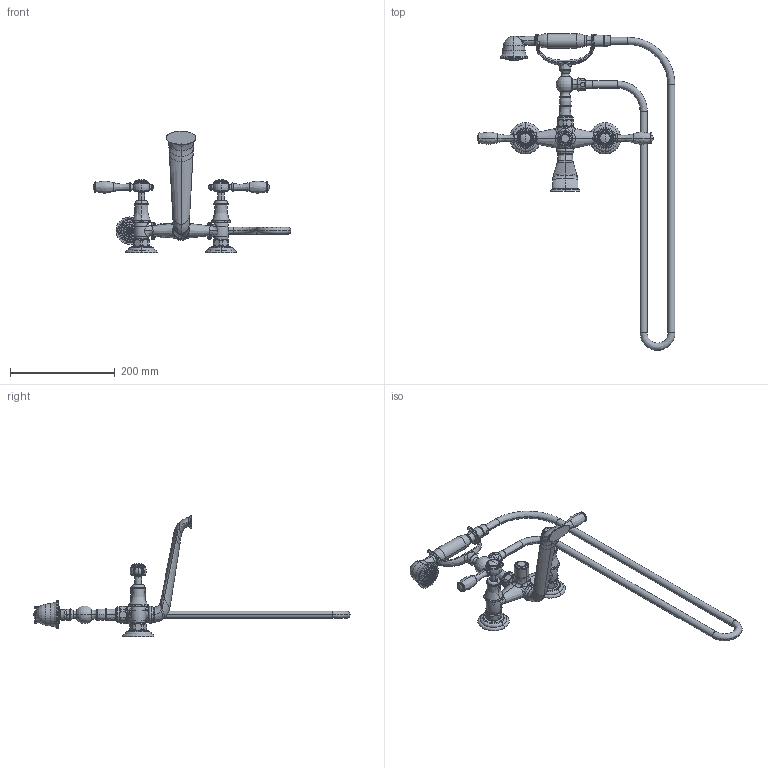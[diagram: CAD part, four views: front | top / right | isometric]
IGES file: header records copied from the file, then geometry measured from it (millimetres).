
Start section:  PTC IGES file: 12894.igs
Global section: file name: 12894.igs; native system: Creo Parametric by PTC Inc.; preprocessor: 2018400; author: jinson.thomas; organization: Unknown; date: 20210115.115210; units: inch
Bounding box: 378.95 x 606.04 x 232.16 mm (x, y, z)
Volume: 859782.9 mm3; surface area: 238086.5 mm2
Topology: 1 solids, 6 shells, 1637 faces, 4903 edges, 4570 vertices
Faces by surface type: bspline 847, revolution 786, extrusion 4
